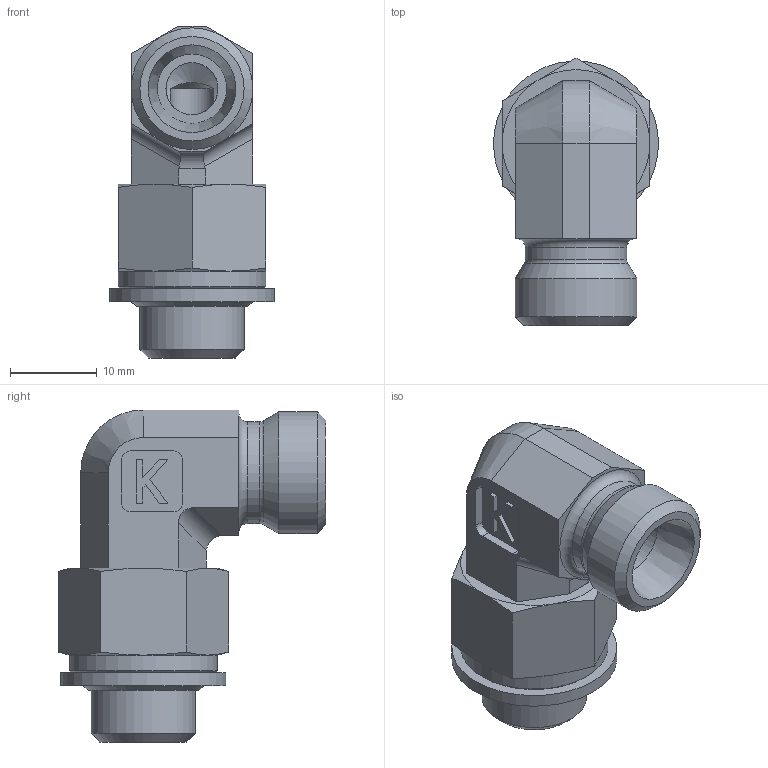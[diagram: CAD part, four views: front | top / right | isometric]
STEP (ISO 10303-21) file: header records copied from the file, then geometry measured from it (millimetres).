
FILE_DESCRIPTION((''),'2;1');
FILE_NAME('6715011214.stp','2015-02-06T14:02:54',(''),('KNOMI spol. s r. o.'),'Autodesk Inventor 2012','Autodesk Inventor 2012','');
FILE_SCHEMA(('AUTOMOTIVE_DESIGN { 1 2 10303 214 0 1 1 1 }'));
Length unit declared in the file: millimetre
Products named in the file (4): ÚPS M12/M14 GM500; 6785081214; 6755012; 7390012
Assembly tree (3 placements, depth 2):
  ÚPS M12/M14 GM500
    6785081214
    6755012
    7390012
Bounding box: 18.99 x 30.82 x 38.22 mm (x, y, z)
Volume: 7730.1 mm3; surface area: 5403.4 mm2
Topology: 3 solids, 3 shells, 100 faces, 232 edges, 145 vertices
Faces by surface type: plane 49, cone 27, cylinder 22, torus 2
Full cylindrical faces by diameter (mm): 5 x1, 6 x1, 8 x1, 9.73 x1, 10.376 x1, 11.7 x1, 11.999 x1, 12 x2, 12.7 x2, 14 x1, 17 x1, 19 x1
Entity records: 2849 total; most frequent: CARTESIAN_POINT 541, DIRECTION 454, ORIENTED_EDGE 398, EDGE_CURVE 199, AXIS2_PLACEMENT_3D 176, EDGE_LOOP 140, VERTEX_POINT 139, VECTOR 102
